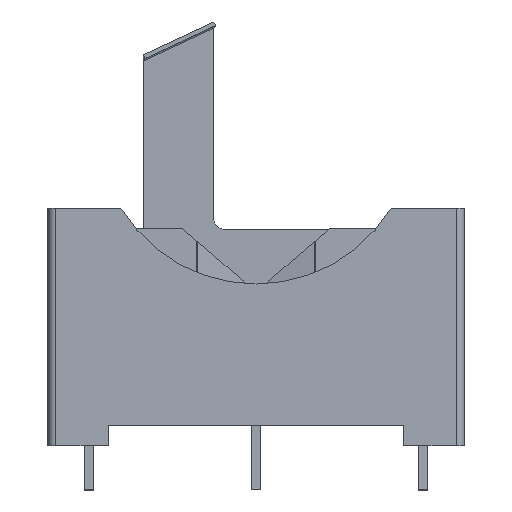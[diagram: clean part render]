
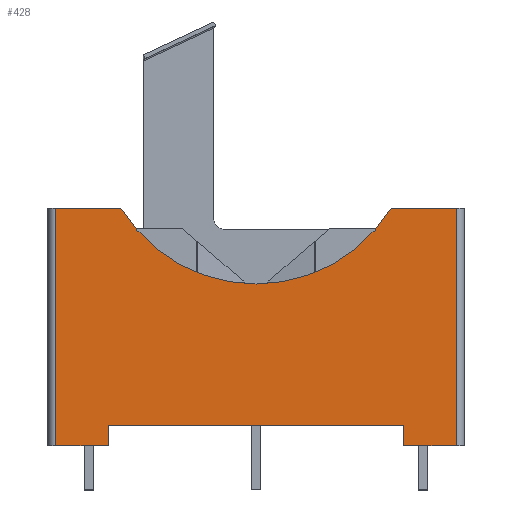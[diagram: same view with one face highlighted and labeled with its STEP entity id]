
A CAD part, top view. The second image highlights one B-rep face of the part: STEP entity #428.
In plain terms, the highlighted planar face has unit normal (0, 0, 1).
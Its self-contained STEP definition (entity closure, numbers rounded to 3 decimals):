
#4 = CARTESIAN_POINT ( 'NONE',  ( -12.645, 14.99, 3.81 ) ) ;
#18 = ORIENTED_EDGE ( 'NONE', *, *, #537, .T. ) ;
#40 = DIRECTION ( 'NONE',  ( 1., 0., 0. ) ) ;
#64 = VECTOR ( 'NONE', #123, 1000. ) ;
#91 = CARTESIAN_POINT ( 'NONE',  ( 13.145, 14.99, 3.81 ) ) ;
#123 = DIRECTION ( 'NONE',  ( 1., 0., 0. ) ) ;
#145 = ORIENTED_EDGE ( 'NONE', *, *, #2203, .F. ) ;
#189 = LINE ( 'NONE', #1101, #2630 ) ;
#191 = CARTESIAN_POINT ( 'NONE',  ( 13.145, 14.99, 3.81 ) ) ;
#200 = LINE ( 'NONE', #91, #2054 ) ;
#308 = CARTESIAN_POINT ( 'NONE',  ( 9.336, 1.3, 3.81 ) ) ;
#334 = DIRECTION ( 'NONE',  ( 0., 0., 1. ) ) ;
#347 = VECTOR ( 'NONE', #988, 1000. ) ;
#348 = CARTESIAN_POINT ( 'NONE',  ( 8.529, 14.99, 3.81 ) ) ;
#394 = VERTEX_POINT ( 'NONE', #1533 ) ;
#428 = ADVANCED_FACE ( 'NONE', ( #1145 ), #1231, .F. ) ;
#432 = EDGE_LOOP ( 'NONE', ( #1603, #3266, #145, #18, #1466, #1562, #2098, #2823, #1699, #3325 ) ) ;
#494 = CARTESIAN_POINT ( 'NONE',  ( -12.645, 0., 3.81 ) ) ;
#537 = EDGE_CURVE ( 'NONE', #2457, #2662, #1452, .T. ) ;
#644 = VECTOR ( 'NONE', #1409, 1000. ) ;
#749 = LINE ( 'NONE', #1712, #64 ) ;
#789 = CARTESIAN_POINT ( 'NONE',  ( 9.336, 1.3, 3.81 ) ) ;
#799 = VERTEX_POINT ( 'NONE', #2094 ) ;
#850 = VERTEX_POINT ( 'NONE', #3291 ) ;
#988 = DIRECTION ( 'NONE',  ( 1., 0., 0. ) ) ;
#1084 = LINE ( 'NONE', #308, #1122 ) ;
#1101 = CARTESIAN_POINT ( 'NONE',  ( -9.336, 1.3, 3.81 ) ) ;
#1122 = VECTOR ( 'NONE', #1883, 1000. ) ;
#1145 = FACE_OUTER_BOUND ( 'NONE', #432, .T. ) ;
#1230 = VECTOR ( 'NONE', #3229, 1000. ) ;
#1231 = PLANE ( 'NONE',  #2890 ) ;
#1232 = CARTESIAN_POINT ( 'NONE',  ( 12.645, 14.99, 3.81 ) ) ;
#1255 = VECTOR ( 'NONE', #3418, 1000. ) ;
#1281 = AXIS2_PLACEMENT_3D ( 'NONE', #3219, #334, #40 ) ;
#1310 = EDGE_CURVE ( 'NONE', #394, #2376, #2300, .T. ) ;
#1409 = DIRECTION ( 'NONE',  ( 0., -1., 0. ) ) ;
#1452 = LINE ( 'NONE', #4, #2140 ) ;
#1466 = ORIENTED_EDGE ( 'NONE', *, *, #1728, .T. ) ;
#1476 = LINE ( 'NONE', #1621, #1230 ) ;
#1510 = CARTESIAN_POINT ( 'NONE',  ( 12.645, 0., 3.81 ) ) ;
#1516 = LINE ( 'NONE', #2242, #644 ) ;
#1533 = CARTESIAN_POINT ( 'NONE',  ( 9.336, 0., 3.81 ) ) ;
#1562 = ORIENTED_EDGE ( 'NONE', *, *, #2813, .F. ) ;
#1603 = ORIENTED_EDGE ( 'NONE', *, *, #3393, .F. ) ;
#1621 = CARTESIAN_POINT ( 'NONE',  ( 13.145, 14.99, 3.81 ) ) ;
#1699 = ORIENTED_EDGE ( 'NONE', *, *, #1310, .T. ) ;
#1705 = VERTEX_POINT ( 'NONE', #1969 ) ;
#1712 = CARTESIAN_POINT ( 'NONE',  ( 13.145, 0., 3.81 ) ) ;
#1728 = EDGE_CURVE ( 'NONE', #2662, #1705, #749, .T. ) ;
#1812 = DIRECTION ( 'NONE',  ( 0., 0., -1. ) ) ;
#1824 = VERTEX_POINT ( 'NONE', #1232 ) ;
#1883 = DIRECTION ( 'NONE',  ( -1., 0., 0. ) ) ;
#1911 = DIRECTION ( 'NONE',  ( 0., -1., 0. ) ) ;
#1969 = CARTESIAN_POINT ( 'NONE',  ( -9.336, 0., 3.81 ) ) ;
#1990 = CARTESIAN_POINT ( 'NONE',  ( 13.145, 0., 3.81 ) ) ;
#2054 = VECTOR ( 'NONE', #3027, 1000. ) ;
#2094 = CARTESIAN_POINT ( 'NONE',  ( -9.336, 1.3, 3.81 ) ) ;
#2098 = ORIENTED_EDGE ( 'NONE', *, *, #3362, .F. ) ;
#2112 = CIRCLE ( 'NONE', #1281, 10. ) ;
#2140 = VECTOR ( 'NONE', #3115, 1000. ) ;
#2175 = VERTEX_POINT ( 'NONE', #348 ) ;
#2203 = EDGE_CURVE ( 'NONE', #2457, #850, #200, .T. ) ;
#2208 = EDGE_CURVE ( 'NONE', #2728, #394, #1516, .T. ) ;
#2242 = CARTESIAN_POINT ( 'NONE',  ( 9.336, 1.3, 3.81 ) ) ;
#2300 = LINE ( 'NONE', #1990, #347 ) ;
#2376 = VERTEX_POINT ( 'NONE', #1510 ) ;
#2457 = VERTEX_POINT ( 'NONE', #3400 ) ;
#2528 = EDGE_CURVE ( 'NONE', #2376, #1824, #2745, .T. ) ;
#2630 = VECTOR ( 'NONE', #1911, 1000. ) ;
#2649 = CARTESIAN_POINT ( 'NONE',  ( 12.645, 14.99, 3.81 ) ) ;
#2662 = VERTEX_POINT ( 'NONE', #494 ) ;
#2728 = VERTEX_POINT ( 'NONE', #789 ) ;
#2745 = LINE ( 'NONE', #2649, #1255 ) ;
#2813 = EDGE_CURVE ( 'NONE', #799, #1705, #189, .T. ) ;
#2823 = ORIENTED_EDGE ( 'NONE', *, *, #2208, .T. ) ;
#2890 = AXIS2_PLACEMENT_3D ( 'NONE', #191, #1812, #3091 ) ;
#3027 = DIRECTION ( 'NONE',  ( 1., 0., 0. ) ) ;
#3091 = DIRECTION ( 'NONE',  ( -1., 0., 0. ) ) ;
#3115 = DIRECTION ( 'NONE',  ( 0., -1., 0. ) ) ;
#3219 = CARTESIAN_POINT ( 'NONE',  ( 0., 20.211, 3.81 ) ) ;
#3229 = DIRECTION ( 'NONE',  ( 1., 0., 0. ) ) ;
#3266 = ORIENTED_EDGE ( 'NONE', *, *, #3371, .F. ) ;
#3291 = CARTESIAN_POINT ( 'NONE',  ( -8.529, 14.99, 3.81 ) ) ;
#3325 = ORIENTED_EDGE ( 'NONE', *, *, #2528, .T. ) ;
#3362 = EDGE_CURVE ( 'NONE', #2728, #799, #1084, .T. ) ;
#3371 = EDGE_CURVE ( 'NONE', #850, #2175, #2112, .T. ) ;
#3393 = EDGE_CURVE ( 'NONE', #2175, #1824, #1476, .T. ) ;
#3400 = CARTESIAN_POINT ( 'NONE',  ( -12.645, 14.99, 3.81 ) ) ;
#3418 = DIRECTION ( 'NONE',  ( 0., 1., 0. ) ) ;
